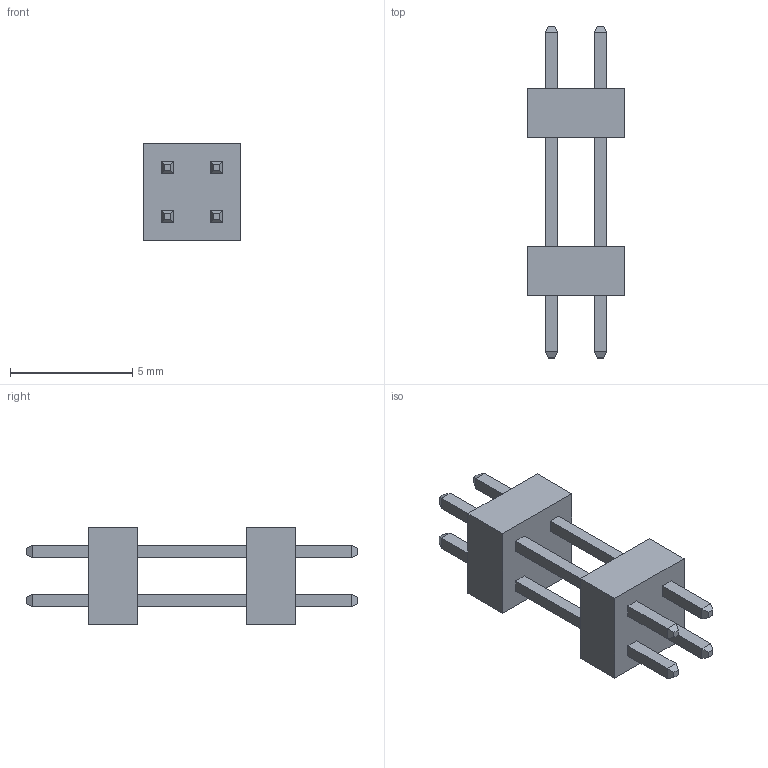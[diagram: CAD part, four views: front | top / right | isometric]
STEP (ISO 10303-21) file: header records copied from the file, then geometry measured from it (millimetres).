
FILE_DESCRIPTION( ( 'STEP AP214' ), '1' );
FILE_NAME( 'TW-02-03-T-D-335-100.stp', '2021-05-11T12:31:09', ( 'License CC BY-ND 4.0' ), ( 'CADENAS' ), ' ', 'PARTsolutions', ' ' );
FILE_SCHEMA( ( 'AUTOMOTIVE_DESIGN { 1 0 10303 214 1 1 1 1 }' ) );
Length unit declared in the file: inch
Products named in the file (4): TW-02-03-T-D-335-100; _P3TW-02-03-T-D-335-100; _BB1TW-02-03-T-D-335-100; _TB2TW-02-03-T-D-335-100
Assembly tree (3 placements, depth 2):
  TW-02-03-T-D-335-100
    _P3TW-02-03-T-D-335-100
    _BB1TW-02-03-T-D-335-100
    _TB2TW-02-03-T-D-335-100
Bounding box: 4 x 13.59 x 4 mm (x, y, z)
Volume: 75.3 mm3; surface area: 280.2 mm2
Topology: 3 solids, 3 shells, 114 faces, 292 edges, 184 vertices
Faces by surface type: plane 114
Entity records: 4354 total; most frequent: CARTESIAN_POINT 594, ORIENTED_EDGE 584, DIRECTION 528, EDGE_CURVE 292, LINE 292, VECTOR 292, VERTEX_POINT 184, EDGE_LOOP 130
